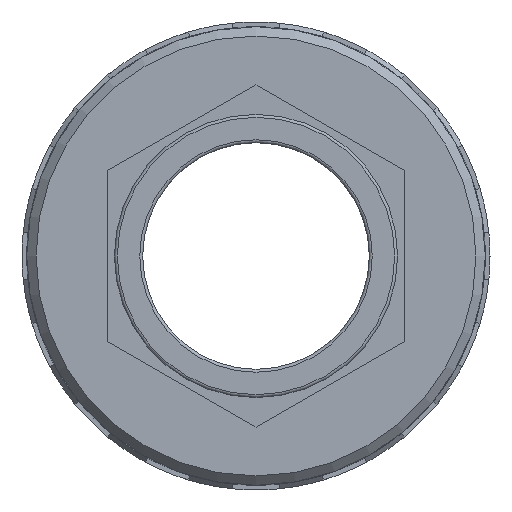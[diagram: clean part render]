
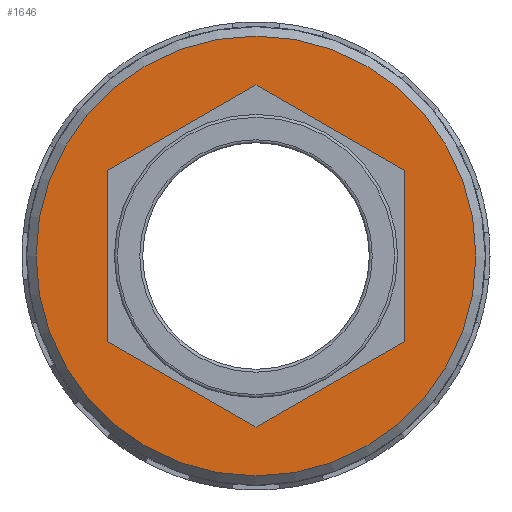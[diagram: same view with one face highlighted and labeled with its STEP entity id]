
A CAD part, left-side view. The second image highlights one B-rep face of the part: STEP entity #1646.
In plain terms, the highlighted planar face has unit normal (-1, 0, 0).
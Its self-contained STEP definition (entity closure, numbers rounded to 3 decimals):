
#52=FACE_BOUND('',#344,.T.);
#146=CIRCLE('',#1818,37.13);
#236=FACE_OUTER_BOUND('',#343,.T.);
#343=EDGE_LOOP('',(#1475));
#344=EDGE_LOOP('',(#1476,#1477,#1478,#1479,#1480,#1481));
#357=LINE('',#2335,#503);
#361=LINE('',#2343,#507);
#364=LINE('',#2350,#510);
#368=LINE('',#2358,#514);
#371=LINE('',#2363,#517);
#373=LINE('',#2366,#519);
#503=VECTOR('',#1835,28.868);
#507=VECTOR('',#1841,28.868);
#510=VECTOR('',#1846,28.868);
#514=VECTOR('',#1852,28.868);
#517=VECTOR('',#1857,28.868);
#519=VECTOR('',#1861,28.868);
#649=VERTEX_POINT('',#2333);
#650=VERTEX_POINT('',#2334);
#653=VERTEX_POINT('',#2342);
#655=VERTEX_POINT('',#2348);
#656=VERTEX_POINT('',#2349);
#659=VERTEX_POINT('',#2357);
#804=VERTEX_POINT('',#2796);
#809=EDGE_CURVE('',#649,#650,#357,.T.);
#813=EDGE_CURVE('',#653,#649,#361,.T.);
#816=EDGE_CURVE('',#655,#656,#364,.T.);
#820=EDGE_CURVE('',#659,#655,#368,.T.);
#823=EDGE_CURVE('',#650,#659,#371,.T.);
#825=EDGE_CURVE('',#656,#653,#373,.T.);
#1034=EDGE_CURVE('',#804,#804,#146,.T.);
#1475=ORIENTED_EDGE('',*,*,#1034,.F.);
#1476=ORIENTED_EDGE('',*,*,#813,.T.);
#1477=ORIENTED_EDGE('',*,*,#809,.T.);
#1478=ORIENTED_EDGE('',*,*,#823,.T.);
#1479=ORIENTED_EDGE('',*,*,#820,.T.);
#1480=ORIENTED_EDGE('',*,*,#816,.T.);
#1481=ORIENTED_EDGE('',*,*,#825,.T.);
#1556=PLANE('',#1820);
#1646=ADVANCED_FACE('',(#236,#52),#1556,.T.);
#1818=AXIS2_PLACEMENT_3D('',#2797,#2305,#2306);
#1820=AXIS2_PLACEMENT_3D('',#2799,#2309,#2310);
#1835=DIRECTION('',(0.,-0.866,-0.5));
#1841=DIRECTION('',(0.,-0.866,0.5));
#1846=DIRECTION('',(0.,0.866,0.5));
#1852=DIRECTION('',(0.,0.866,-0.5));
#1857=DIRECTION('',(0.,0.,-1.));
#1861=DIRECTION('',(0.,0.,1.));
#2305=DIRECTION('center_axis',(1.,0.,0.));
#2306=DIRECTION('ref_axis',(0.,1.,0.));
#2309=DIRECTION('center_axis',(-1.,0.,0.));
#2310=DIRECTION('ref_axis',(0.,0.,1.));
#2333=CARTESIAN_POINT('',(-10.,0.,28.868));
#2334=CARTESIAN_POINT('',(-10.,-25.,14.434));
#2335=CARTESIAN_POINT('',(-10.,-15.625,19.846));
#2342=CARTESIAN_POINT('',(-10.,25.,14.434));
#2343=CARTESIAN_POINT('',(-10.,9.375,23.455));
#2348=CARTESIAN_POINT('',(-10.,0.,-28.868));
#2349=CARTESIAN_POINT('',(-10.,25.,-14.434));
#2350=CARTESIAN_POINT('',(-10.,-3.125,-30.672));
#2357=CARTESIAN_POINT('',(-10.,-25.,-14.434));
#2358=CARTESIAN_POINT('',(-10.,-28.125,-12.63));
#2363=CARTESIAN_POINT('',(-10.,-25.,7.217));
#2366=CARTESIAN_POINT('',(-10.,25.,0.));
#2796=CARTESIAN_POINT('',(-10.,-37.13,0.));
#2797=CARTESIAN_POINT('Origin',(-10.,0.,0.));
#2799=CARTESIAN_POINT('Origin',(-10.,-25.,0.));
